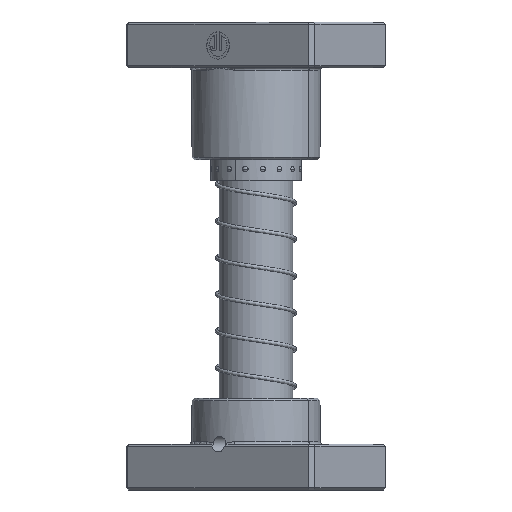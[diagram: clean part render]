
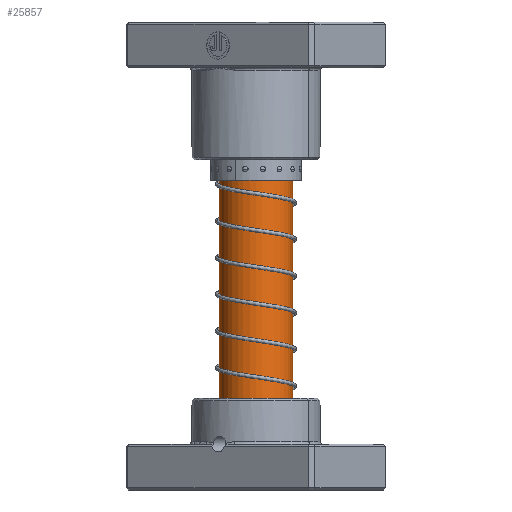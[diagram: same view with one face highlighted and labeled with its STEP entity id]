
A CAD part, front view. The second image highlights one B-rep face of the part: STEP entity #25857.
In plain terms, the highlighted cylindrical face has radius 16 mm (diameter 32 mm), a partial arc.
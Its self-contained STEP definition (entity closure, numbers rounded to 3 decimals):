
#877 = VERTEX_POINT ( 'NONE', #29155 ) ;
#1958 = AXIS2_PLACEMENT_3D ( 'NONE', #33195, #13865, #36418 ) ;
#2505 = CARTESIAN_POINT ( 'NONE',  ( 16., 0., 170. ) ) ;
#3042 = CARTESIAN_POINT ( 'NONE',  ( 16., 0., 24.25 ) ) ;
#3812 = EDGE_CURVE ( 'NONE', #877, #8522, #34390, .T. ) ;
#5794 = DIRECTION ( 'NONE',  ( 0., 0., -1. ) ) ;
#7540 = CYLINDRICAL_SURFACE ( 'NONE', #37163, 16. ) ;
#8522 = VERTEX_POINT ( 'NONE', #35810 ) ;
#8574 = FACE_OUTER_BOUND ( 'NONE', #28451, .T. ) ;
#9048 = VERTEX_POINT ( 'NONE', #19062 ) ;
#13865 = DIRECTION ( 'NONE',  ( 0., 0., -1. ) ) ;
#16790 = DIRECTION ( 'NONE',  ( 0., 0., -1. ) ) ;
#17839 = EDGE_CURVE ( 'NONE', #877, #41876, #26341, .T. ) ;
#18174 = ORIENTED_EDGE ( 'NONE', *, *, #30912, .T. ) ;
#18923 = CARTESIAN_POINT ( 'NONE',  ( -16., 0., 170. ) ) ;
#19062 = CARTESIAN_POINT ( 'NONE',  ( -16., 0., 24.25 ) ) ;
#20339 = CIRCLE ( 'NONE', #30316, 16. ) ;
#22019 = CARTESIAN_POINT ( 'NONE',  ( 0., 0., 170. ) ) ;
#22037 = ORIENTED_EDGE ( 'NONE', *, *, #17839, .F. ) ;
#23493 = VECTOR ( 'NONE', #41428, 1000. ) ;
#25322 = DIRECTION ( 'NONE',  ( -1., 0., 0. ) ) ;
#25857 = ADVANCED_FACE ( 'NONE', ( #8574 ), #7540, .T. ) ;
#26341 = LINE ( 'NONE', #2505, #33933 ) ;
#28451 = EDGE_LOOP ( 'NONE', ( #22037, #31211, #18174, #31992 ) ) ;
#29155 = CARTESIAN_POINT ( 'NONE',  ( 16., 0., 167. ) ) ;
#30316 = AXIS2_PLACEMENT_3D ( 'NONE', #36147, #16790, #39331 ) ;
#30912 = EDGE_CURVE ( 'NONE', #8522, #9048, #40601, .T. ) ;
#31211 = ORIENTED_EDGE ( 'NONE', *, *, #3812, .T. ) ;
#31992 = ORIENTED_EDGE ( 'NONE', *, *, #36731, .F. ) ;
#33195 = CARTESIAN_POINT ( 'NONE',  ( 0., 0., 167. ) ) ;
#33933 = VECTOR ( 'NONE', #5794, 1000. ) ;
#34390 = CIRCLE ( 'NONE', #1958, 16. ) ;
#35810 = CARTESIAN_POINT ( 'NONE',  ( -16., 0., 167. ) ) ;
#36147 = CARTESIAN_POINT ( 'NONE',  ( 0., 0., 24.25 ) ) ;
#36418 = DIRECTION ( 'NONE',  ( 1., 0., 0. ) ) ;
#36731 = EDGE_CURVE ( 'NONE', #41876, #9048, #20339, .T. ) ;
#37163 = AXIS2_PLACEMENT_3D ( 'NONE', #22019, #38002, #25322 ) ;
#38002 = DIRECTION ( 'NONE',  ( 0., 0., -1. ) ) ;
#39331 = DIRECTION ( 'NONE',  ( -1., 0., 0. ) ) ;
#40601 = LINE ( 'NONE', #18923, #23493 ) ;
#41428 = DIRECTION ( 'NONE',  ( 0., 0., -1. ) ) ;
#41876 = VERTEX_POINT ( 'NONE', #3042 ) ;
